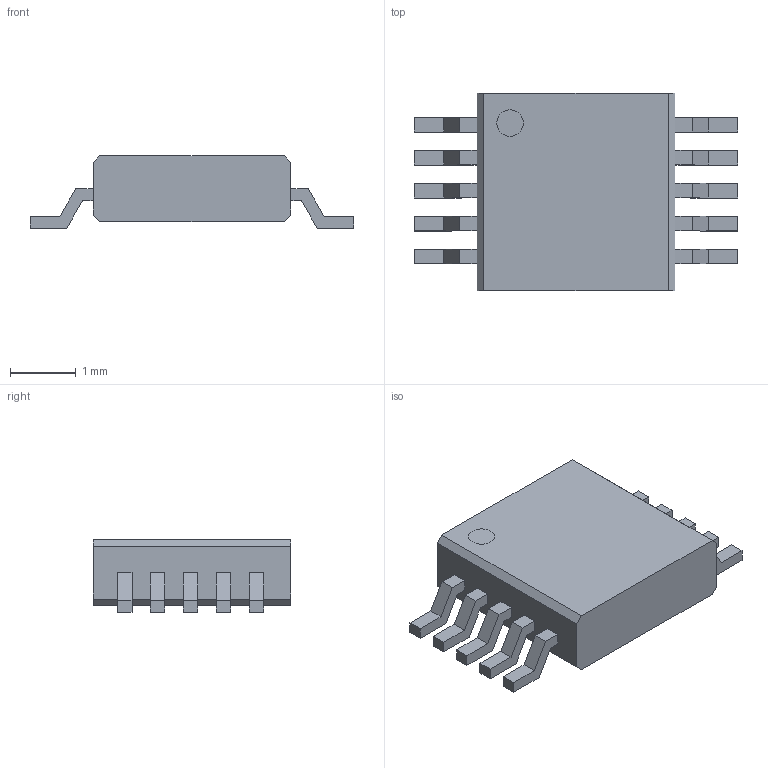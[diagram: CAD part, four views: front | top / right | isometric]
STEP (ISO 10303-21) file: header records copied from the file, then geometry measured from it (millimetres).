
FILE_DESCRIPTION(('FreeCAD Model'),'2;1');
FILE_NAME('VSSOP-10_3x3mm_P0.5mm.step','2018-08-26T18:28:23',( 'kicad StepUp'),('ksu MCAD'),'Open CASCADE STEP processor 7.3', 'FreeCAD','Unknown');
FILE_SCHEMA(('AUTOMOTIVE_DESIGN { 1 0 10303 214 1 1 1 1 }'));
Length unit declared in the file: millimetre
Products named in the file (1): VSSOP-10
Bounding box: 4.9 x 3 x 1.1 mm (x, y, z)
Volume: 9.4 mm3; surface area: 38.8 mm2
Topology: 1 solids, 1 shells, 101 faces, 265 edges, 177 vertices
Faces by surface type: plane 101
Entity records: 3769 total; most frequent: CARTESIAN_POINT 544, ORIENTED_EDGE 530, DIRECTION 470, EDGE_CURVE 265, LINE 264, VECTOR 264, VERTEX_POINT 177, FACE_BOUND 112
